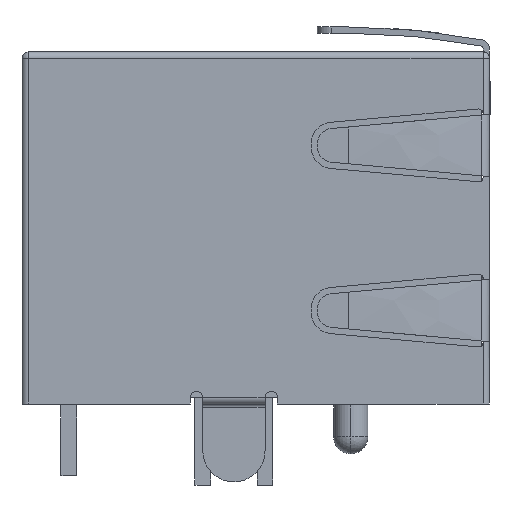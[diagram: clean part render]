
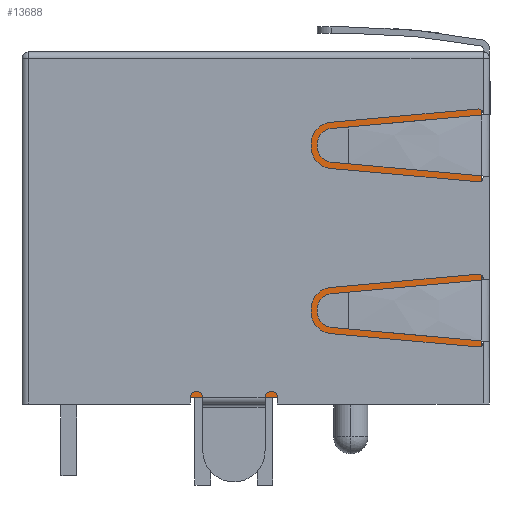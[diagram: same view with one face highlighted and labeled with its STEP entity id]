
A CAD part, left-side view. The second image highlights one B-rep face of the part: STEP entity #13688.
In plain terms, the highlighted planar face has unit normal (-1, 0, 0).
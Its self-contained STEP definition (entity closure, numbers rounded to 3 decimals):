
#691 = PLANE('',#692);
#692 = AXIS2_PLACEMENT_3D('',#693,#694,#695);
#693 = CARTESIAN_POINT('',(-7.85,23.855,0.3)
  );
#694 = DIRECTION('',(0.,0.,1.));
#695 = DIRECTION('',(1.,0.,0.));
#8493 = VERTEX_POINT('',#8494);
#8494 = CARTESIAN_POINT('',(-7.85,-1.14,
    0.3));
#8508 = PLANE('',#8509);
#8509 = AXIS2_PLACEMENT_3D('',#8510,#8511,#8512);
#8510 = CARTESIAN_POINT('',(0.,-2.84,
    0.3));
#8511 = DIRECTION('',(0.,0.,-1.));
#8512 = DIRECTION('',(-1.,0.,0.));
#8601 = VERTEX_POINT('',#8602);
#8602 = CARTESIAN_POINT('',(-7.85,-3.14,
    0.3));
#8818 = EDGE_CURVE('',#8493,#8819,#8821,.T.);
#8819 = VERTEX_POINT('',#8820);
#8820 = CARTESIAN_POINT('',(-7.85,4.41,0.3
    ));
#8821 = SURFACE_CURVE('',#8822,(#8826,#8833),.PCURVE_S1.);
#8822 = LINE('',#8823,#8824);
#8823 = CARTESIAN_POINT('',(-7.85,-1.14,
    0.3));
#8824 = VECTOR('',#8825,1.);
#8825 = DIRECTION('',(0.,1.,0.));
#8826 = PCURVE('',#8508,#8827);
#8827 = DEFINITIONAL_REPRESENTATION('',(#8828),#8832);
#8828 = LINE('',#8829,#8830);
#8829 = CARTESIAN_POINT('',(7.85,1.7));
#8830 = VECTOR('',#8831,1.);
#8831 = DIRECTION('',(0.,1.));
#8832 = ( GEOMETRIC_REPRESENTATION_CONTEXT(2) 
PARAMETRIC_REPRESENTATION_CONTEXT() REPRESENTATION_CONTEXT('2D SPACE',''
  ) );
#8833 = PCURVE('',#8834,#8839);
#8834 = PLANE('',#8835);
#8835 = AXIS2_PLACEMENT_3D('',#8836,#8837,#8838);
#8836 = CARTESIAN_POINT('',(-7.85,23.855,11.2)
  );
#8837 = DIRECTION('',(-1.,0.,0.));
#8838 = DIRECTION('',(0.,0.,1.));
#8839 = DEFINITIONAL_REPRESENTATION('',(#8840),#8844);
#8840 = LINE('',#8841,#8842);
#8841 = CARTESIAN_POINT('',(-10.9,-24.995));
#8842 = VECTOR('',#8843,1.);
#8843 = DIRECTION('',(0.,1.));
#8844 = ( GEOMETRIC_REPRESENTATION_CONTEXT(2) 
PARAMETRIC_REPRESENTATION_CONTEXT() REPRESENTATION_CONTEXT('2D SPACE',''
  ) );
#8869 = EDGE_CURVE('',#8870,#8601,#8872,.T.);
#8870 = VERTEX_POINT('',#8871);
#8871 = CARTESIAN_POINT('',(-7.85,-10.09,
    0.3));
#8872 = SURFACE_CURVE('',#8873,(#8877,#8884),.PCURVE_S1.);
#8873 = LINE('',#8874,#8875);
#8874 = CARTESIAN_POINT('',(-7.85,-10.09,
    0.3));
#8875 = VECTOR('',#8876,1.);
#8876 = DIRECTION('',(0.,1.,0.));
#8877 = PCURVE('',#8508,#8878);
#8878 = DEFINITIONAL_REPRESENTATION('',(#8879),#8883);
#8879 = LINE('',#8880,#8881);
#8880 = CARTESIAN_POINT('',(7.85,-7.25));
#8881 = VECTOR('',#8882,1.);
#8882 = DIRECTION('',(0.,1.));
#8883 = ( GEOMETRIC_REPRESENTATION_CONTEXT(2) 
PARAMETRIC_REPRESENTATION_CONTEXT() REPRESENTATION_CONTEXT('2D SPACE',''
  ) );
#8884 = PCURVE('',#8834,#8885);
#8885 = DEFINITIONAL_REPRESENTATION('',(#8886),#8890);
#8886 = LINE('',#8887,#8888);
#8887 = CARTESIAN_POINT('',(-10.9,-33.945));
#8888 = VECTOR('',#8889,1.);
#8889 = DIRECTION('',(0.,1.));
#8890 = ( GEOMETRIC_REPRESENTATION_CONTEXT(2) 
PARAMETRIC_REPRESENTATION_CONTEXT() REPRESENTATION_CONTEXT('2D SPACE',''
  ) );
#8908 = PLANE('',#8909);
#8909 = AXIS2_PLACEMENT_3D('',#8910,#8911,#8912);
#8910 = CARTESIAN_POINT('',(0.,-10.09,
    0.1));
#8911 = DIRECTION('',(0.,-1.,0.));
#8912 = DIRECTION('',(0.,0.,-1.));
#9069 = PLANE('',#9070);
#9070 = AXIS2_PLACEMENT_3D('',#9071,#9072,#9073);
#9071 = CARTESIAN_POINT('',(0.,4.41,
    0.1));
#9072 = DIRECTION('',(0.,1.,0.));
#9073 = DIRECTION('',(0.,-0.,1.));
#13688 = ADVANCED_FACE('',(#13689),#8834,.T.);
#13689 = FACE_BOUND('',#13690,.F.);
#13690 = EDGE_LOOP('',(#13691,#13721,#13742,#13743,#13764,#13765));
#13691 = ORIENTED_EDGE('',*,*,#13692,.F.);
#13692 = EDGE_CURVE('',#13693,#13695,#13697,.T.);
#13693 = VERTEX_POINT('',#13694);
#13694 = CARTESIAN_POINT('',(-7.85,-10.09,
    11.15));
#13695 = VERTEX_POINT('',#13696);
#13696 = CARTESIAN_POINT('',(-7.85,4.41,
    11.15));
#13697 = SURFACE_CURVE('',#13698,(#13702,#13709),.PCURVE_S1.);
#13698 = LINE('',#13699,#13700);
#13699 = CARTESIAN_POINT('',(-7.85,-10.09,
    11.15));
#13700 = VECTOR('',#13701,1.);
#13701 = DIRECTION('',(0.,1.,0.));
#13702 = PCURVE('',#8834,#13703);
#13703 = DEFINITIONAL_REPRESENTATION('',(#13704),#13708);
#13704 = LINE('',#13705,#13706);
#13705 = CARTESIAN_POINT('',(-0.05,-33.945));
#13706 = VECTOR('',#13707,1.);
#13707 = DIRECTION('',(0.,1.));
#13708 = ( GEOMETRIC_REPRESENTATION_CONTEXT(2) 
PARAMETRIC_REPRESENTATION_CONTEXT() REPRESENTATION_CONTEXT('2D SPACE',''
  ) );
#13709 = PCURVE('',#13710,#13715);
#13710 = PLANE('',#13711);
#13711 = AXIS2_PLACEMENT_3D('',#13712,#13713,#13714);
#13712 = CARTESIAN_POINT('',(7.9,23.855,11.15
    ));
#13713 = DIRECTION('',(0.,0.,1.));
#13714 = DIRECTION('',(1.,0.,-0.));
#13715 = DEFINITIONAL_REPRESENTATION('',(#13716),#13720);
#13716 = LINE('',#13717,#13718);
#13717 = CARTESIAN_POINT('',(-15.75,-33.945));
#13718 = VECTOR('',#13719,1.);
#13719 = DIRECTION('',(0.,1.));
#13720 = ( GEOMETRIC_REPRESENTATION_CONTEXT(2) 
PARAMETRIC_REPRESENTATION_CONTEXT() REPRESENTATION_CONTEXT('2D SPACE',''
  ) );
#13721 = ORIENTED_EDGE('',*,*,#13722,.T.);
#13722 = EDGE_CURVE('',#13693,#8870,#13723,.T.);
#13723 = SURFACE_CURVE('',#13724,(#13728,#13735),.PCURVE_S1.);
#13724 = LINE('',#13725,#13726);
#13725 = CARTESIAN_POINT('',(-7.85,-10.09,
    11.15));
#13726 = VECTOR('',#13727,1.);
#13727 = DIRECTION('',(0.,0.,-1.));
#13728 = PCURVE('',#8834,#13729);
#13729 = DEFINITIONAL_REPRESENTATION('',(#13730),#13734);
#13730 = LINE('',#13731,#13732);
#13731 = CARTESIAN_POINT('',(-0.05,-33.945));
#13732 = VECTOR('',#13733,1.);
#13733 = DIRECTION('',(-1.,0.));
#13734 = ( GEOMETRIC_REPRESENTATION_CONTEXT(2) 
PARAMETRIC_REPRESENTATION_CONTEXT() REPRESENTATION_CONTEXT('2D SPACE',''
  ) );
#13735 = PCURVE('',#8908,#13736);
#13736 = DEFINITIONAL_REPRESENTATION('',(#13737),#13741);
#13737 = LINE('',#13738,#13739);
#13738 = CARTESIAN_POINT('',(-11.05,-7.85));
#13739 = VECTOR('',#13740,1.);
#13740 = DIRECTION('',(1.,0.));
#13741 = ( GEOMETRIC_REPRESENTATION_CONTEXT(2) 
PARAMETRIC_REPRESENTATION_CONTEXT() REPRESENTATION_CONTEXT('2D SPACE',''
  ) );
#13742 = ORIENTED_EDGE('',*,*,#8869,.T.);
#13743 = ORIENTED_EDGE('',*,*,#13744,.T.);
#13744 = EDGE_CURVE('',#8601,#8493,#13745,.T.);
#13745 = SURFACE_CURVE('',#13746,(#13750,#13757),.PCURVE_S1.);
#13746 = LINE('',#13747,#13748);
#13747 = CARTESIAN_POINT('',(-7.85,-3.14,
    0.3));
#13748 = VECTOR('',#13749,1.);
#13749 = DIRECTION('',(0.,1.,0.));
#13750 = PCURVE('',#8834,#13751);
#13751 = DEFINITIONAL_REPRESENTATION('',(#13752),#13756);
#13752 = LINE('',#13753,#13754);
#13753 = CARTESIAN_POINT('',(-10.9,-26.995));
#13754 = VECTOR('',#13755,1.);
#13755 = DIRECTION('',(0.,1.));
#13756 = ( GEOMETRIC_REPRESENTATION_CONTEXT(2) 
PARAMETRIC_REPRESENTATION_CONTEXT() REPRESENTATION_CONTEXT('2D SPACE',''
  ) );
#13757 = PCURVE('',#691,#13758);
#13758 = DEFINITIONAL_REPRESENTATION('',(#13759),#13763);
#13759 = LINE('',#13760,#13761);
#13760 = CARTESIAN_POINT('',(0.,-26.995));
#13761 = VECTOR('',#13762,1.);
#13762 = DIRECTION('',(0.,1.));
#13763 = ( GEOMETRIC_REPRESENTATION_CONTEXT(2) 
PARAMETRIC_REPRESENTATION_CONTEXT() REPRESENTATION_CONTEXT('2D SPACE',''
  ) );
#13764 = ORIENTED_EDGE('',*,*,#8818,.T.);
#13765 = ORIENTED_EDGE('',*,*,#13766,.T.);
#13766 = EDGE_CURVE('',#8819,#13695,#13767,.T.);
#13767 = SURFACE_CURVE('',#13768,(#13772,#13779),.PCURVE_S1.);
#13768 = LINE('',#13769,#13770);
#13769 = CARTESIAN_POINT('',(-7.85,4.41,
    0.3));
#13770 = VECTOR('',#13771,1.);
#13771 = DIRECTION('',(0.,0.,1.));
#13772 = PCURVE('',#8834,#13773);
#13773 = DEFINITIONAL_REPRESENTATION('',(#13774),#13778);
#13774 = LINE('',#13775,#13776);
#13775 = CARTESIAN_POINT('',(-10.9,-19.445));
#13776 = VECTOR('',#13777,1.);
#13777 = DIRECTION('',(1.,0.));
#13778 = ( GEOMETRIC_REPRESENTATION_CONTEXT(2) 
PARAMETRIC_REPRESENTATION_CONTEXT() REPRESENTATION_CONTEXT('2D SPACE',''
  ) );
#13779 = PCURVE('',#9069,#13780);
#13780 = DEFINITIONAL_REPRESENTATION('',(#13781),#13785);
#13781 = LINE('',#13782,#13783);
#13782 = CARTESIAN_POINT('',(0.2,-7.85));
#13783 = VECTOR('',#13784,1.);
#13784 = DIRECTION('',(1.,0.));
#13785 = ( GEOMETRIC_REPRESENTATION_CONTEXT(2) 
PARAMETRIC_REPRESENTATION_CONTEXT() REPRESENTATION_CONTEXT('2D SPACE',''
  ) );
